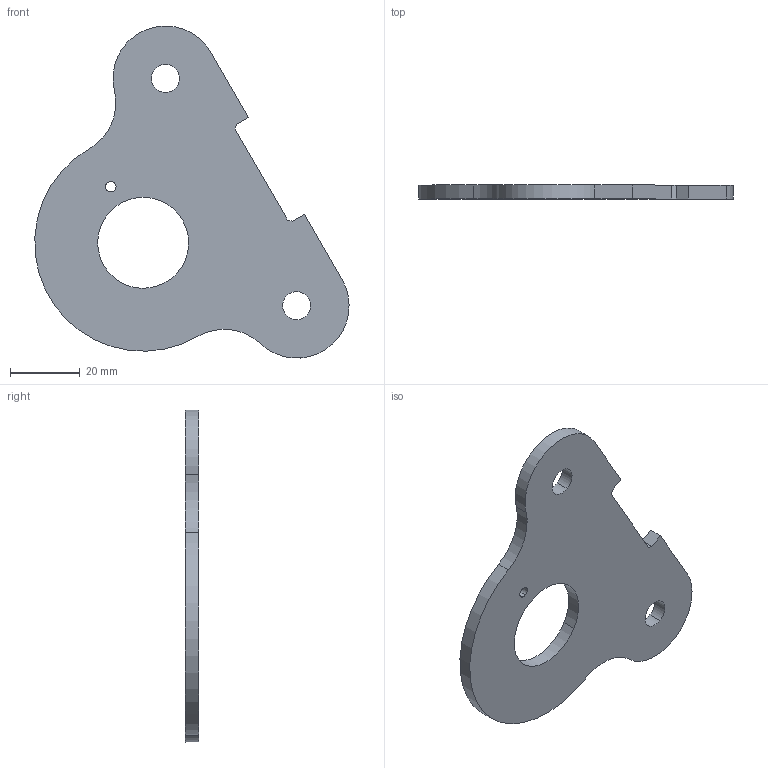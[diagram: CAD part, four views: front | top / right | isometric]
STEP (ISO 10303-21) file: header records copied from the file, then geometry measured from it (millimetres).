
FILE_DESCRIPTION(('CoCreate Modeling STEP Export'),'2;1');
FILE_NAME('m6.stp','2011-05-24T11:14:07',(''),(''),'CoCreate Modeling STEP processor for AP214 (Solid Model)','CoCreate Modeling 18.0P1120 20-Nov-2010 (C) Parametric Technology GmbH','');
FILE_SCHEMA(('AUTOMOTIVE_DESIGN { 1 0 10303 214 1 1 1 1 }'));
Length unit declared in the file: millimetre
Products named in the file (1): BODY_17____SOL10026_-_WSP_BOBIN.PRT
Bounding box: 89.81 x 4 x 94.89 mm (x, y, z)
Volume: 18428 mm3; surface area: 11002.7 mm2
Topology: 1 solids, 1 shells, 22 faces, 61 edges, 41 vertices
Faces by surface type: cylinder 13, plane 9
Entity records: 713 total; most frequent: ORIENTED_EDGE 122, CARTESIAN_POINT 116, DIRECTION 116, EDGE_CURVE 61, AXIS2_PLACEMENT_3D 41, VERTEX_POINT 41, VECTOR 34, LINE 34
